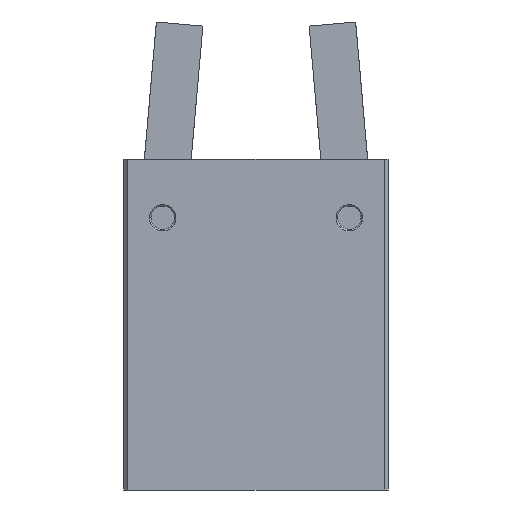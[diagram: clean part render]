
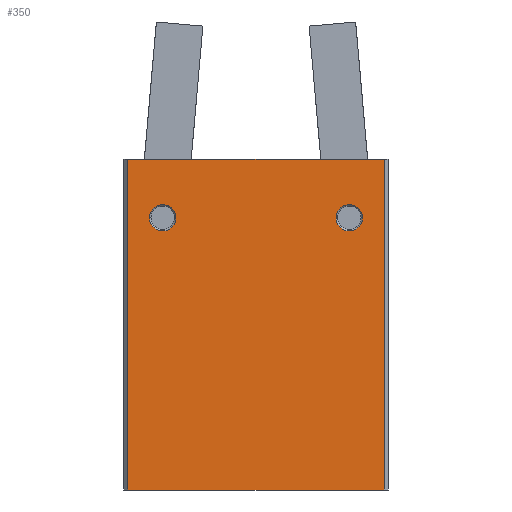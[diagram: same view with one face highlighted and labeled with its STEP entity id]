
A CAD part, left-side view. The second image highlights one B-rep face of the part: STEP entity #350.
In plain terms, the highlighted face is planar.
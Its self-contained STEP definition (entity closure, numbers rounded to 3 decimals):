
#350 = ADVANCED_FACE( '', ( #741, #742, #743 ), #744, .F. );
#741 = FACE_BOUND( '', #1167, .T. );
#742 = FACE_BOUND( '', #1168, .T. );
#743 = FACE_OUTER_BOUND( '', #1169, .T. );
#744 = PLANE( '', #1170 );
#1167 = EDGE_LOOP( '', ( #1951 ) );
#1168 = EDGE_LOOP( '', ( #1952 ) );
#1169 = EDGE_LOOP( '', ( #1953, #1954, #1955, #1956 ) );
#1170 = AXIS2_PLACEMENT_3D( '', #1957, #1958, #1959 );
#1951 = ORIENTED_EDGE( '', *, *, #2559, .F. );
#1952 = ORIENTED_EDGE( '', *, *, #2351, .F. );
#1953 = ORIENTED_EDGE( '', *, *, #2560, .T. );
#1954 = ORIENTED_EDGE( '', *, *, #2527, .F. );
#1955 = ORIENTED_EDGE( '', *, *, #2561, .F. );
#1956 = ORIENTED_EDGE( '', *, *, #2347, .T. );
#1957 = CARTESIAN_POINT( '', ( 42.5, 16.5, 11. ) );
#1958 = DIRECTION( '', ( 0., 0., -1. ) );
#1959 = DIRECTION( '', ( -1., 0., 0. ) );
#2347 = EDGE_CURVE( '', #2777, #2775, #2778, .T. );
#2351 = EDGE_CURVE( '', #2783, #2783, #2784, .T. );
#2527 = EDGE_CURVE( '', #3048, #3043, #3050, .T. );
#2559 = EDGE_CURVE( '', #3091, #3091, #3092, .T. );
#2560 = EDGE_CURVE( '', #2775, #3043, #3093, .T. );
#2561 = EDGE_CURVE( '', #2777, #3048, #3094, .T. );
#2775 = VERTEX_POINT( '', #3427 );
#2777 = VERTEX_POINT( '', #3430 );
#2778 = LINE( '', #3431, #3432 );
#2783 = VERTEX_POINT( '', #3439 );
#2784 = CIRCLE( '', #3440, 1.7 );
#3043 = VERTEX_POINT( '', #3789 );
#3048 = VERTEX_POINT( '', #3796 );
#3050 = LINE( '', #3799, #3800 );
#3091 = VERTEX_POINT( '', #3853 );
#3092 = CIRCLE( '', #3854, 1.7 );
#3093 = LINE( '', #3855, #3856 );
#3094 = LINE( '', #3857, #3858 );
#3427 = CARTESIAN_POINT( '', ( 0., 16.5, 11. ) );
#3430 = CARTESIAN_POINT( '', ( 42.5, 16.5, 11. ) );
#3431 = CARTESIAN_POINT( '', ( 42.5, 16.5, 11. ) );
#3432 = VECTOR( '', #4063, 1000. );
#3439 = CARTESIAN_POINT( '', ( 9.2, -12., 11. ) );
#3440 = AXIS2_PLACEMENT_3D( '', #4066, #4067, #4068 );
#3789 = CARTESIAN_POINT( '', ( 0., -16.5, 11. ) );
#3796 = CARTESIAN_POINT( '', ( 42.5, -16.5, 11. ) );
#3799 = CARTESIAN_POINT( '', ( 42.5, -16.5, 11. ) );
#3800 = VECTOR( '', #4270, 1000. );
#3853 = CARTESIAN_POINT( '', ( 9.2, 12., 11. ) );
#3854 = AXIS2_PLACEMENT_3D( '', #4298, #4299, #4300 );
#3855 = CARTESIAN_POINT( '', ( 0., 16.5, 11. ) );
#3856 = VECTOR( '', #4301, 1000. );
#3857 = CARTESIAN_POINT( '', ( 42.5, 16.5, 11. ) );
#3858 = VECTOR( '', #4302, 1000. );
#4063 = DIRECTION( '', ( -1., 0., 0. ) );
#4066 = CARTESIAN_POINT( '', ( 7.5, -12., 11. ) );
#4067 = DIRECTION( '', ( 0., 0., 1. ) );
#4068 = DIRECTION( '', ( 1., 0., 0. ) );
#4270 = DIRECTION( '', ( -1., 0., 0. ) );
#4298 = CARTESIAN_POINT( '', ( 7.5, 12., 11. ) );
#4299 = DIRECTION( '', ( 0., 0., 1. ) );
#4300 = DIRECTION( '', ( 1., 0., 0. ) );
#4301 = DIRECTION( '', ( 0., -1., 0. ) );
#4302 = DIRECTION( '', ( 0., -1., 0. ) );
